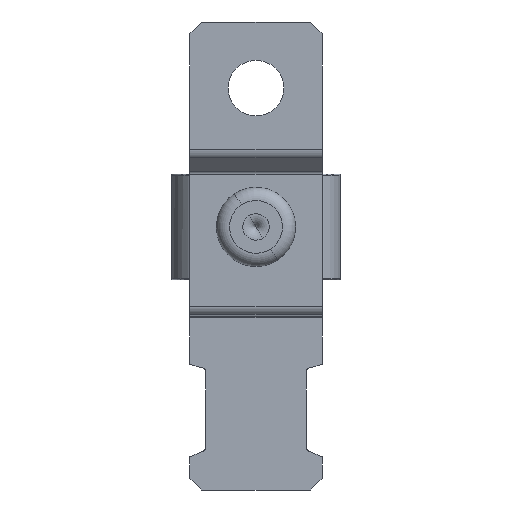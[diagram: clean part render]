
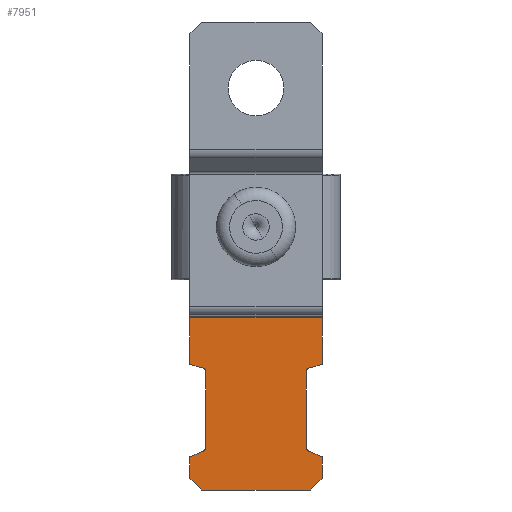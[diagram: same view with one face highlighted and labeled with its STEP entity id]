
A CAD part, front view. The second image highlights one B-rep face of the part: STEP entity #7951.
In plain terms, the highlighted planar face has unit normal (0, -1, 0).
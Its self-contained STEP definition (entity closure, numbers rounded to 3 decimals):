
#75 = ORIENTED_EDGE ( 'NONE', *, *, #8064, .T. ) ;
#122 = CARTESIAN_POINT ( 'NONE',  ( -25.9, 7.597, 5. ) ) ;
#191 = CIRCLE ( 'NONE', #10655, 0.3 ) ;
#286 = VERTEX_POINT ( 'NONE', #8483 ) ;
#309 = CARTESIAN_POINT ( 'NONE',  ( -32.9, 7.597, 5. ) ) ;
#431 = ORIENTED_EDGE ( 'NONE', *, *, #7058, .F. ) ;
#591 = VECTOR ( 'NONE', #3671, 1000. ) ;
#629 = ORIENTED_EDGE ( 'NONE', *, *, #8830, .F. ) ;
#639 = CARTESIAN_POINT ( 'NONE',  ( -22.37, 7.597, -5. ) ) ;
#980 = EDGE_CURVE ( 'NONE', #286, #1495, #11424, .T. ) ;
#991 = CARTESIAN_POINT ( 'NONE',  ( -32.455, 7.597, 3.997 ) ) ;
#1078 = EDGE_CURVE ( 'NONE', #2656, #7435, #6996, .T. ) ;
#1199 = VERTEX_POINT ( 'NONE', #4604 ) ;
#1287 = CARTESIAN_POINT ( 'NONE',  ( -35.4, 7.597, 5. ) ) ;
#1495 = VERTEX_POINT ( 'NONE', #3200 ) ;
#1519 = EDGE_CURVE ( 'NONE', #7958, #286, #191, .T. ) ;
#1559 = EDGE_LOOP ( 'NONE', ( #8031, #5649, #6883, #4112, #5015, #9071, #629, #5741, #6773, #2599, #75, #5817, #2991, #8566, #9944, #1814, #6838, #431 ) ) ;
#1814 = ORIENTED_EDGE ( 'NONE', *, *, #2794, .T. ) ;
#1839 = EDGE_CURVE ( 'NONE', #6840, #10284, #5673, .T. ) ;
#1892 = VECTOR ( 'NONE', #8053, 1000. ) ;
#1947 = LINE ( 'NONE', #3932, #5336 ) ;
#2064 = DIRECTION ( 'NONE',  ( 1., 0., 0. ) ) ;
#2185 = DIRECTION ( 'NONE',  ( 0., 1., 0. ) ) ;
#2219 = CARTESIAN_POINT ( 'NONE',  ( -31.159, 7.597, 1.079 ) ) ;
#2344 = EDGE_CURVE ( 'NONE', #3106, #3488, #9972, .T. ) ;
#2599 = ORIENTED_EDGE ( 'NONE', *, *, #3262, .T. ) ;
#2602 = LINE ( 'NONE', #6166, #9741 ) ;
#2656 = VERTEX_POINT ( 'NONE', #122 ) ;
#2794 = EDGE_CURVE ( 'NONE', #9717, #5801, #9531, .T. ) ;
#2966 = CARTESIAN_POINT ( 'NONE',  ( -32.9, 7.597, -5. ) ) ;
#2991 = ORIENTED_EDGE ( 'NONE', *, *, #10569, .T. ) ;
#2993 = LINE ( 'NONE', #4811, #7713 ) ;
#3106 = VERTEX_POINT ( 'NONE', #2966 ) ;
#3128 = CARTESIAN_POINT ( 'NONE',  ( -32.173, 7.597, -4.1 ) ) ;
#3200 = CARTESIAN_POINT ( 'NONE',  ( -32.173, 7.597, 3.8 ) ) ;
#3262 = EDGE_CURVE ( 'NONE', #10284, #6429, #2993, .T. ) ;
#3300 = AXIS2_PLACEMENT_3D ( 'NONE', #9282, #6652, #4836 ) ;
#3369 = VECTOR ( 'NONE', #5231, 1000. ) ;
#3379 = VECTOR ( 'NONE', #11110, 1000. ) ;
#3476 = CARTESIAN_POINT ( 'NONE',  ( -22.33, 7.597, 3.8 ) ) ;
#3488 = VERTEX_POINT ( 'NONE', #7014 ) ;
#3540 = CARTESIAN_POINT ( 'NONE',  ( -35.4, 7.597, 4.1 ) ) ;
#3671 = DIRECTION ( 'NONE',  ( 0.406, 0., 0.914 ) ) ;
#3732 = CARTESIAN_POINT ( 'NONE',  ( -25.627, 7.597, 5.949 ) ) ;
#3932 = CARTESIAN_POINT ( 'NONE',  ( -22.33, 7.597, -5. ) ) ;
#3949 = CIRCLE ( 'NONE', #4512, 0.3 ) ;
#3964 = CARTESIAN_POINT ( 'NONE',  ( -26.189, 7.597, 3.997 ) ) ;
#4029 = LINE ( 'NONE', #2219, #8911 ) ;
#4112 = ORIENTED_EDGE ( 'NONE', *, *, #980, .T. ) ;
#4113 = LINE ( 'NONE', #5859, #10229 ) ;
#4404 = CARTESIAN_POINT ( 'NONE',  ( -22.37, 7.597, 5. ) ) ;
#4477 = EDGE_CURVE ( 'NONE', #1495, #7442, #7000, .T. ) ;
#4496 = CARTESIAN_POINT ( 'NONE',  ( -35.4, 7.597, -4.1 ) ) ;
#4512 = AXIS2_PLACEMENT_3D ( 'NONE', #3128, #11084, #10914 ) ;
#4600 = CARTESIAN_POINT ( 'NONE',  ( -27.45, 7.597, 7.274 ) ) ;
#4604 = CARTESIAN_POINT ( 'NONE',  ( -34.5, 7.597, 5. ) ) ;
#4691 = VECTOR ( 'NONE', #6183, 1000. ) ;
#4783 = VERTEX_POINT ( 'NONE', #9491 ) ;
#4811 = CARTESIAN_POINT ( 'NONE',  ( -34.5, 7.597, -5. ) ) ;
#4836 = DIRECTION ( 'NONE',  ( -1., 0., 0. ) ) ;
#4886 = EDGE_CURVE ( 'NONE', #5801, #8821, #1947, .T. ) ;
#4963 = VECTOR ( 'NONE', #7967, 1000. ) ;
#5015 = ORIENTED_EDGE ( 'NONE', *, *, #4477, .T. ) ;
#5079 = CARTESIAN_POINT ( 'NONE',  ( -32.173, 7.597, -3.8 ) ) ;
#5173 = AXIS2_PLACEMENT_3D ( 'NONE', #9149, #2185, #5689 ) ;
#5231 = DIRECTION ( 'NONE',  ( -1., 0., 0. ) ) ;
#5336 = VECTOR ( 'NONE', #2064, 1000. ) ;
#5466 = VECTOR ( 'NONE', #7888, 1000. ) ;
#5649 = ORIENTED_EDGE ( 'NONE', *, *, #10310, .T. ) ;
#5673 = LINE ( 'NONE', #1287, #3379 ) ;
#5689 = DIRECTION ( 'NONE',  ( -1., 0., 0. ) ) ;
#5741 = ORIENTED_EDGE ( 'NONE', *, *, #11070, .T. ) ;
#5801 = VERTEX_POINT ( 'NONE', #11267 ) ;
#5817 = ORIENTED_EDGE ( 'NONE', *, *, #2344, .T. ) ;
#5859 = CARTESIAN_POINT ( 'NONE',  ( -22.33, 7.597, 5. ) ) ;
#5958 = CARTESIAN_POINT ( 'NONE',  ( -26.47, 7.597, 4.1 ) ) ;
#5991 = EDGE_CURVE ( 'NONE', #10158, #4783, #8248, .T. ) ;
#6166 = CARTESIAN_POINT ( 'NONE',  ( -35.4, 7.597, 4.1 ) ) ;
#6183 = DIRECTION ( 'NONE',  ( 1., 0., 0. ) ) ;
#6228 = DIRECTION ( 'NONE',  ( -0.707, 0., -0.707 ) ) ;
#6428 = EDGE_CURVE ( 'NONE', #7442, #6896, #4029, .T. ) ;
#6429 = VERTEX_POINT ( 'NONE', #10387 ) ;
#6652 = DIRECTION ( 'NONE',  ( 0., 1., 0. ) ) ;
#6773 = ORIENTED_EDGE ( 'NONE', *, *, #1839, .T. ) ;
#6838 = ORIENTED_EDGE ( 'NONE', *, *, #4886, .T. ) ;
#6840 = VERTEX_POINT ( 'NONE', #3540 ) ;
#6883 = ORIENTED_EDGE ( 'NONE', *, *, #1519, .T. ) ;
#6896 = VERTEX_POINT ( 'NONE', #309 ) ;
#6939 = DIRECTION ( 'NONE',  ( -1., 0., 0. ) ) ;
#6951 = CARTESIAN_POINT ( 'NONE',  ( -28.285, 7.597, 3.286 ) ) ;
#6996 = LINE ( 'NONE', #7060, #4691 ) ;
#7000 = CIRCLE ( 'NONE', #7557, 0.3 ) ;
#7014 = CARTESIAN_POINT ( 'NONE',  ( -32.455, 7.597, -3.997 ) ) ;
#7058 = EDGE_CURVE ( 'NONE', #7435, #8821, #9720, .T. ) ;
#7060 = CARTESIAN_POINT ( 'NONE',  ( -22.33, 7.597, 5. ) ) ;
#7062 = LINE ( 'NONE', #3732, #1892 ) ;
#7214 = EDGE_CURVE ( 'NONE', #4783, #9717, #10767, .T. ) ;
#7435 = VERTEX_POINT ( 'NONE', #10242 ) ;
#7442 = VERTEX_POINT ( 'NONE', #991 ) ;
#7537 = DIRECTION ( 'NONE',  ( 0.707, 0., -0.707 ) ) ;
#7557 = AXIS2_PLACEMENT_3D ( 'NONE', #7628, #10319, #8621 ) ;
#7628 = CARTESIAN_POINT ( 'NONE',  ( -32.173, 7.597, 4.1 ) ) ;
#7713 = VECTOR ( 'NONE', #7537, 1000. ) ;
#7888 = DIRECTION ( 'NONE',  ( 0.277, 0., -0.961 ) ) ;
#7951 = ADVANCED_FACE ( 'NONE', ( #11031 ), #11205, .F. ) ;
#7958 = VERTEX_POINT ( 'NONE', #3964 ) ;
#7967 = DIRECTION ( 'NONE',  ( 0., 0., -1. ) ) ;
#8031 = ORIENTED_EDGE ( 'NONE', *, *, #1078, .F. ) ;
#8053 = DIRECTION ( 'NONE',  ( -0.277, 0., -0.961 ) ) ;
#8064 = EDGE_CURVE ( 'NONE', #6429, #3106, #9567, .T. ) ;
#8248 = LINE ( 'NONE', #10119, #8512 ) ;
#8483 = CARTESIAN_POINT ( 'NONE',  ( -26.467, 7.597, 3.8 ) ) ;
#8512 = VECTOR ( 'NONE', #9246, 1000. ) ;
#8566 = ORIENTED_EDGE ( 'NONE', *, *, #5991, .T. ) ;
#8621 = DIRECTION ( 'NONE',  ( -1., 0., 0. ) ) ;
#8821 = VERTEX_POINT ( 'NONE', #639 ) ;
#8830 = EDGE_CURVE ( 'NONE', #1199, #6896, #4113, .T. ) ;
#8911 = VECTOR ( 'NONE', #9520, 1000. ) ;
#9071 = ORIENTED_EDGE ( 'NONE', *, *, #6428, .T. ) ;
#9149 = CARTESIAN_POINT ( 'NONE',  ( -26.47, 7.597, -4.1 ) ) ;
#9246 = DIRECTION ( 'NONE',  ( 1., 0., 0. ) ) ;
#9282 = CARTESIAN_POINT ( 'NONE',  ( -22.33, 7.597, 5. ) ) ;
#9491 = CARTESIAN_POINT ( 'NONE',  ( -26.467, 7.597, -3.8 ) ) ;
#9520 = DIRECTION ( 'NONE',  ( -0.406, 0., 0.914 ) ) ;
#9531 = LINE ( 'NONE', #6951, #5466 ) ;
#9567 = LINE ( 'NONE', #11377, #10216 ) ;
#9717 = VERTEX_POINT ( 'NONE', #10550 ) ;
#9720 = LINE ( 'NONE', #4404, #4963 ) ;
#9741 = VECTOR ( 'NONE', #6228, 1000. ) ;
#9944 = ORIENTED_EDGE ( 'NONE', *, *, #7214, .T. ) ;
#9972 = LINE ( 'NONE', #4600, #591 ) ;
#10119 = CARTESIAN_POINT ( 'NONE',  ( -22.33, 7.597, -3.8 ) ) ;
#10158 = VERTEX_POINT ( 'NONE', #5079 ) ;
#10216 = VECTOR ( 'NONE', #11437, 1000. ) ;
#10229 = VECTOR ( 'NONE', #10521, 1000. ) ;
#10242 = CARTESIAN_POINT ( 'NONE',  ( -22.37, 7.597, 5. ) ) ;
#10284 = VERTEX_POINT ( 'NONE', #4496 ) ;
#10310 = EDGE_CURVE ( 'NONE', #2656, #7958, #7062, .T. ) ;
#10319 = DIRECTION ( 'NONE',  ( 0., 1., 0. ) ) ;
#10387 = CARTESIAN_POINT ( 'NONE',  ( -34.5, 7.597, -5. ) ) ;
#10521 = DIRECTION ( 'NONE',  ( 1., 0., 0. ) ) ;
#10550 = CARTESIAN_POINT ( 'NONE',  ( -26.189, 7.597, -3.997 ) ) ;
#10569 = EDGE_CURVE ( 'NONE', #3488, #10158, #3949, .T. ) ;
#10620 = DIRECTION ( 'NONE',  ( 0., 1., 0. ) ) ;
#10655 = AXIS2_PLACEMENT_3D ( 'NONE', #5958, #10620, #6939 ) ;
#10767 = CIRCLE ( 'NONE', #5173, 0.3 ) ;
#10914 = DIRECTION ( 'NONE',  ( -1., 0., 0. ) ) ;
#11031 = FACE_OUTER_BOUND ( 'NONE', #1559, .T. ) ;
#11070 = EDGE_CURVE ( 'NONE', #1199, #6840, #2602, .T. ) ;
#11084 = DIRECTION ( 'NONE',  ( 0., 1., 0. ) ) ;
#11110 = DIRECTION ( 'NONE',  ( 0., 0., -1. ) ) ;
#11205 = PLANE ( 'NONE',  #3300 ) ;
#11267 = CARTESIAN_POINT ( 'NONE',  ( -25.9, 7.597, -5. ) ) ;
#11377 = CARTESIAN_POINT ( 'NONE',  ( -22.33, 7.597, -5. ) ) ;
#11424 = LINE ( 'NONE', #3476, #3369 ) ;
#11437 = DIRECTION ( 'NONE',  ( 1., 0., 0. ) ) ;
